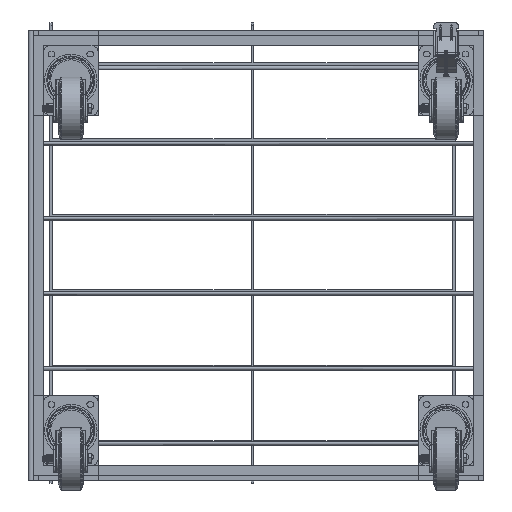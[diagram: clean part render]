
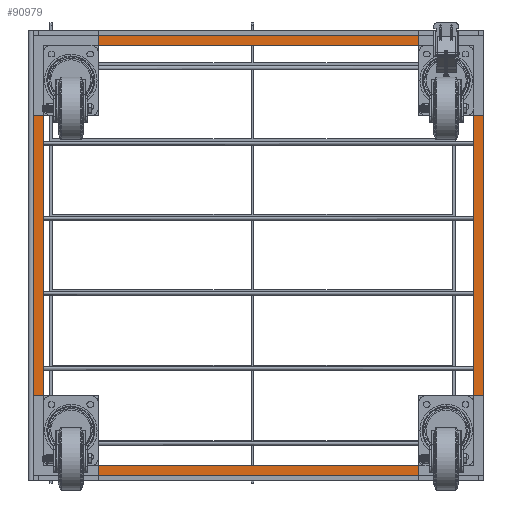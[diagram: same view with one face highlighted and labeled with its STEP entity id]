
A CAD part, front view. The second image highlights one B-rep face of the part: STEP entity #90979.
In plain terms, the highlighted free-form (B-spline) face has degree [1, 1] with [2, 2] control points.
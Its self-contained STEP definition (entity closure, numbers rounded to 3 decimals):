
#90881 = VERTEX_POINT('',#90882);
#90882 = CARTESIAN_POINT('',(-1908.276,-1009.682,
    361.873));
#90887 = EDGE_CURVE('',#90881,#90888,#90890,.T.);
#90888 = VERTEX_POINT('',#90889);
#90889 = CARTESIAN_POINT('',(-1908.276,-1009.682,
    1468.773));
#90890 = B_SPLINE_CURVE_WITH_KNOTS('',1,(#90891,#90892),.UNSPECIFIED.,
  .F.,.F.,(2,2),(-880.,0.),.PIECEWISE_BEZIER_KNOTS.);
#90891 = CARTESIAN_POINT('',(-1908.276,-1009.682,
    361.873));
#90892 = CARTESIAN_POINT('',(-1908.276,-1009.682,
    1468.773));
#90915 = VERTEX_POINT('',#90916);
#90916 = CARTESIAN_POINT('',(-776.219,-1009.682,
    361.873));
#90921 = EDGE_CURVE('',#90915,#90881,#90922,.T.);
#90922 = B_SPLINE_CURVE_WITH_KNOTS('',1,(#90923,#90924),.UNSPECIFIED.,
  .F.,.F.,(2,2),(-900.,-0.),.PIECEWISE_BEZIER_KNOTS.);
#90923 = CARTESIAN_POINT('',(-776.219,-1009.682,
    361.873));
#90924 = CARTESIAN_POINT('',(-1908.276,-1009.682,
    361.873));
#90943 = VERTEX_POINT('',#90944);
#90944 = CARTESIAN_POINT('',(-776.219,-1009.682,
    1468.773));
#90949 = EDGE_CURVE('',#90943,#90915,#90950,.T.);
#90950 = B_SPLINE_CURVE_WITH_KNOTS('',1,(#90951,#90952),.UNSPECIFIED.,
  .F.,.F.,(2,2),(0.,880.),.PIECEWISE_BEZIER_KNOTS.);
#90951 = CARTESIAN_POINT('',(-776.219,-1009.682,
    1468.773));
#90952 = CARTESIAN_POINT('',(-776.219,-1009.682,
    361.873));
#90969 = EDGE_CURVE('',#90888,#90943,#90970,.T.);
#90970 = B_SPLINE_CURVE_WITH_KNOTS('',1,(#90971,#90972),.UNSPECIFIED.,
  .F.,.F.,(2,2),(0.,900.),.PIECEWISE_BEZIER_KNOTS.);
#90971 = CARTESIAN_POINT('',(-1908.276,-1009.682,
    1468.773));
#90972 = CARTESIAN_POINT('',(-776.219,-1009.682,
    1468.773));
#90979 = ADVANCED_FACE('',(#90980,#91010),#91016,.T.);
#90980 = FACE_BOUND('',#90981,.T.);
#90981 = EDGE_LOOP('',(#90982,#90991,#90998,#91005));
#90982 = ORIENTED_EDGE('',*,*,#90983,.T.);
#90983 = EDGE_CURVE('',#90984,#90986,#90988,.T.);
#90984 = VERTEX_POINT('',#90985);
#90985 = CARTESIAN_POINT('',(-1883.119,-1009.682,
    387.03));
#90986 = VERTEX_POINT('',#90987);
#90987 = CARTESIAN_POINT('',(-1883.119,-1009.682,
    1443.617));
#90988 = B_SPLINE_CURVE_WITH_KNOTS('',1,(#90989,#90990),.UNSPECIFIED.,
  .F.,.F.,(2,2),(-840.,0.),.PIECEWISE_BEZIER_KNOTS.);
#90989 = CARTESIAN_POINT('',(-1883.119,-1009.682,
    387.03));
#90990 = CARTESIAN_POINT('',(-1883.119,-1009.682,
    1443.617));
#90991 = ORIENTED_EDGE('',*,*,#90992,.T.);
#90992 = EDGE_CURVE('',#90986,#90993,#90995,.T.);
#90993 = VERTEX_POINT('',#90994);
#90994 = CARTESIAN_POINT('',(-801.376,-1009.682,
    1443.617));
#90995 = B_SPLINE_CURVE_WITH_KNOTS('',1,(#90996,#90997),.UNSPECIFIED.,
  .F.,.F.,(2,2),(0.,860.),.PIECEWISE_BEZIER_KNOTS.);
#90996 = CARTESIAN_POINT('',(-1883.119,-1009.682,
    1443.617));
#90997 = CARTESIAN_POINT('',(-801.376,-1009.682,
    1443.617));
#90998 = ORIENTED_EDGE('',*,*,#90999,.T.);
#90999 = EDGE_CURVE('',#90993,#91000,#91002,.T.);
#91000 = VERTEX_POINT('',#91001);
#91001 = CARTESIAN_POINT('',(-801.376,-1009.682,
    387.03));
#91002 = B_SPLINE_CURVE_WITH_KNOTS('',1,(#91003,#91004),.UNSPECIFIED.,
  .F.,.F.,(2,2),(0.,840.),.PIECEWISE_BEZIER_KNOTS.);
#91003 = CARTESIAN_POINT('',(-801.376,-1009.682,
    1443.617));
#91004 = CARTESIAN_POINT('',(-801.376,-1009.682,
    387.03));
#91005 = ORIENTED_EDGE('',*,*,#91006,.T.);
#91006 = EDGE_CURVE('',#91000,#90984,#91007,.T.);
#91007 = B_SPLINE_CURVE_WITH_KNOTS('',1,(#91008,#91009),.UNSPECIFIED.,
  .F.,.F.,(2,2),(-860.,-0.),.PIECEWISE_BEZIER_KNOTS.);
#91008 = CARTESIAN_POINT('',(-801.376,-1009.682,
    387.03));
#91009 = CARTESIAN_POINT('',(-1883.119,-1009.682,
    387.03));
#91010 = FACE_BOUND('',#91011,.T.);
#91011 = EDGE_LOOP('',(#91012,#91013,#91014,#91015));
#91012 = ORIENTED_EDGE('',*,*,#90887,.F.);
#91013 = ORIENTED_EDGE('',*,*,#90921,.F.);
#91014 = ORIENTED_EDGE('',*,*,#90949,.F.);
#91015 = ORIENTED_EDGE('',*,*,#90969,.F.);
#91016 = B_SPLINE_SURFACE_WITH_KNOTS('',1,1,(
    (#91017,#91018)
    ,(#91019,#91020
    )),.UNSPECIFIED.,.F.,.F.,.F.,(2,2),(2,2),(-0.,880.),(-26.024
    ,873.976),.PIECEWISE_BEZIER_KNOTS.);
#91017 = CARTESIAN_POINT('',(-1908.276,-1009.682,
    1468.773));
#91018 = CARTESIAN_POINT('',(-776.219,-1009.682,
    1468.773));
#91019 = CARTESIAN_POINT('',(-1908.276,-1009.682,
    361.873));
#91020 = CARTESIAN_POINT('',(-776.219,-1009.682,
    361.873));
